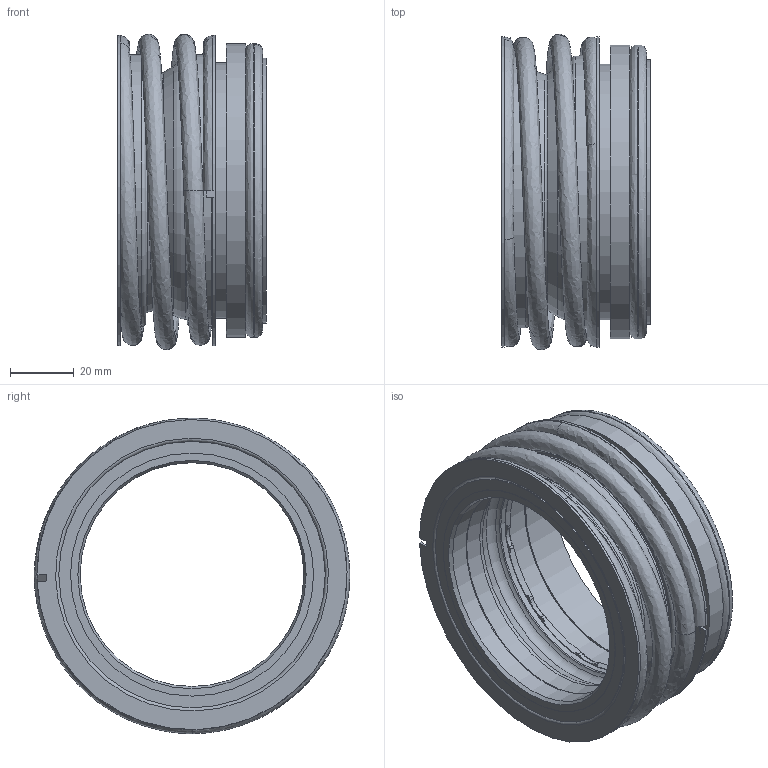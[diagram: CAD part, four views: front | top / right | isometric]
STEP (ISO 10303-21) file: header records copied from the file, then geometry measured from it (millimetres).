
FILE_DESCRIPTION(('Open CASCADE Model'),'2;1');
FILE_NAME('Open CASCADE Shape Model','2024-02-19T15:15:08',('Author'),( 'Open CASCADE'),'Open CASCADE STEP processor 7.7','Open CASCADE 7.7' ,'Unknown');
FILE_SCHEMA(('AUTOMOTIVE_DESIGN { 1 0 10303 214 1 1 1 1 }'));
Length unit declared in the file: millimetre
Products named in the file (9): Open CASCADE STEP translator 7.7 2; Open CASCADE STEP translator 7.7 2.1; Open CASCADE STEP translator 7.7 2.2; Open CASCADE STEP translator 7.7 2.3; Open CASCADE STEP translator 7.7 2.4; Open CASCADE STEP translator 7.7 2.5; Open CASCADE STEP translator 7.7 2.6; Open CASCADE STEP translator 7.7 2.7; Open CASCADE STEP translator 7.7 2.8
Assembly tree (8 placements, depth 2):
  Open CASCADE STEP translator 7.7 2
    Open CASCADE STEP translator 7.7 2.1
    Open CASCADE STEP translator 7.7 2.2
    Open CASCADE STEP translator 7.7 2.3
    Open CASCADE STEP translator 7.7 2.4
    Open CASCADE STEP translator 7.7 2.5
    Open CASCADE STEP translator 7.7 2.6
    Open CASCADE STEP translator 7.7 2.7
    Open CASCADE STEP translator 7.7 2.8
Bounding box: 46.5 x 98.61 x 98.62 mm (x, y, z)
Volume: 100328.3 mm3; surface area: 79213.7 mm2
Topology: 8 solids, 8 shells, 287 faces, 670 edges, 381 vertices
Faces by surface type: cylinder 122, plane 69, torus 43, bspline 28, sphere 18, cone 7
Full cylindrical faces by diameter (mm): 70 x1, 70.6 x1, 71 x1, 72 x1, 72.5 x1, 76 x1, 79.7 x1, 80 x2, 80.7 x2, 82.8 x2, 83.3 x4, 84.9 x2, 91.8 x1, 92 x1
Entity records: 26781 total; most frequent: CARTESIAN_POINT 14131, DIRECTION 2271, ORIENTED_EDGE 1284, PCURVE 1284, DEFINITIONAL_REPRESENTATION 1284, LINE 1073, VECTOR 1073, EDGE_CURVE 642
